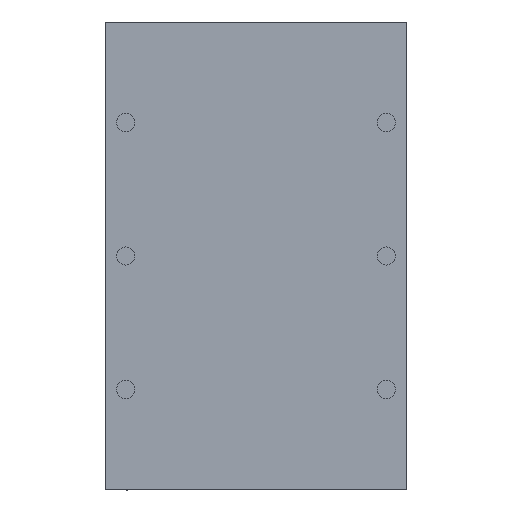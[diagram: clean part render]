
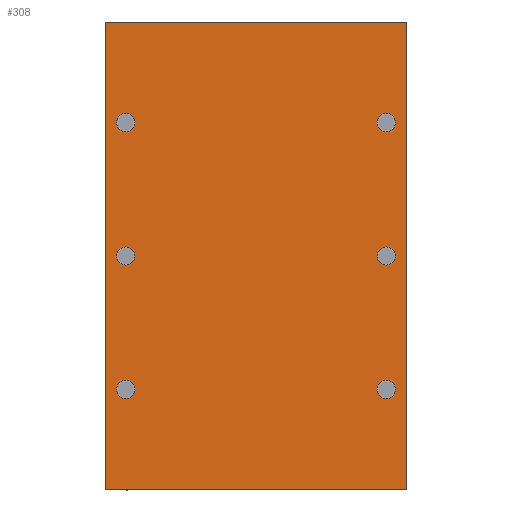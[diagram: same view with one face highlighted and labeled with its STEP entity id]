
A CAD part, front view. The second image highlights one B-rep face of the part: STEP entity #308.
In plain terms, the highlighted planar face has unit normal (0, -1, 0).
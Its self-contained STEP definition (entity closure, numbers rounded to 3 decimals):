
#38 = VERTEX_POINT ( 'NONE', #10101 ) ;
#119 = CIRCLE ( 'NONE', #8597, 1.13 ) ;
#162 = EDGE_LOOP ( 'NONE', ( #7952, #1306 ) ) ;
#198 = CARTESIAN_POINT ( 'NONE',  ( 37.943, 2.738, -12.446 ) ) ;
#308 = ADVANCED_FACE ( 'NONE', ( #5611, #1518, #15787, #12122, #8396, #4742, #1074 ), #5642, .F. ) ;
#311 = ORIENTED_EDGE ( 'NONE', *, *, #17380, .F. ) ;
#465 = CIRCLE ( 'NONE', #7173, 1.13 ) ;
#559 = VECTOR ( 'NONE', #13109, 1000. ) ;
#667 = CARTESIAN_POINT ( 'NONE',  ( 5.685, 2.738, -13.576 ) ) ;
#705 = DIRECTION ( 'NONE',  ( 0., 0., -1. ) ) ;
#801 = VERTEX_POINT ( 'NONE', #8848 ) ;
#894 = ORIENTED_EDGE ( 'NONE', *, *, #12801, .F. ) ;
#926 = CARTESIAN_POINT ( 'NONE',  ( 37.943, 2.738, -44.336 ) ) ;
#1004 = DIRECTION ( 'NONE',  ( 0., 1., 0. ) ) ;
#1074 = FACE_OUTER_BOUND ( 'NONE', #10115, .T. ) ;
#1306 = ORIENTED_EDGE ( 'NONE', *, *, #8555, .F. ) ;
#1518 = FACE_BOUND ( 'NONE', #14556, .T. ) ;
#1596 = DIRECTION ( 'NONE',  ( 0., 0., -1. ) ) ;
#1757 = CARTESIAN_POINT ( 'NONE',  ( 3.145, 2.738, -57.912 ) ) ;
#2021 = CARTESIAN_POINT ( 'NONE',  ( 3.145, 2.738, -57.912 ) ) ;
#2045 = EDGE_LOOP ( 'NONE', ( #9135, #12022 ) ) ;
#2070 = AXIS2_PLACEMENT_3D ( 'NONE', #17298, #8976, #705 ) ;
#2277 = EDGE_CURVE ( 'NONE', #38, #9220, #5413, .T. ) ;
#2523 = LINE ( 'NONE', #10266, #13140 ) ;
#2537 = EDGE_CURVE ( 'NONE', #13489, #801, #4098, .T. ) ;
#2592 = LINE ( 'NONE', #1757, #13207 ) ;
#2651 = DIRECTION ( 'NONE',  ( 0., -1., 0. ) ) ;
#2946 = CARTESIAN_POINT ( 'NONE',  ( 37.943, 2.738, -28.956 ) ) ;
#2997 = CARTESIAN_POINT ( 'NONE',  ( 37.943, 2.738, -27.826 ) ) ;
#3157 = VERTEX_POINT ( 'NONE', #3243 ) ;
#3243 = CARTESIAN_POINT ( 'NONE',  ( 37.943, 2.738, -11.316 ) ) ;
#3319 = CARTESIAN_POINT ( 'NONE',  ( 37.943, 2.738, -45.466 ) ) ;
#3380 = CIRCLE ( 'NONE', #7037, 1.13 ) ;
#3393 = EDGE_CURVE ( 'NONE', #13013, #17327, #2523, .T. ) ;
#3514 = DIRECTION ( 'NONE',  ( 0., -1., 0. ) ) ;
#3592 = CIRCLE ( 'NONE', #5703, 1.13 ) ;
#3824 = DIRECTION ( 'NONE',  ( 0., -1., 0. ) ) ;
#4032 = VERTEX_POINT ( 'NONE', #5377 ) ;
#4083 = AXIS2_PLACEMENT_3D ( 'NONE', #12115, #3824, #13504 ) ;
#4098 = CIRCLE ( 'NONE', #10391, 1.13 ) ;
#4316 = VECTOR ( 'NONE', #6708, 1000. ) ;
#4344 = DIRECTION ( 'NONE',  ( 0., 0., -1. ) ) ;
#4351 = CIRCLE ( 'NONE', #12717, 1.13 ) ;
#4587 = AXIS2_PLACEMENT_3D ( 'NONE', #3319, #13010, #4712 ) ;
#4712 = DIRECTION ( 'NONE',  ( 0., 0., -1. ) ) ;
#4742 = FACE_BOUND ( 'NONE', #162, .T. ) ;
#4776 = DIRECTION ( 'NONE',  ( 1., 0., 0. ) ) ;
#4953 = VERTEX_POINT ( 'NONE', #15524 ) ;
#4975 = CARTESIAN_POINT ( 'NONE',  ( 37.943, 2.738, -12.446 ) ) ;
#5148 = CARTESIAN_POINT ( 'NONE',  ( 40.483, 2.738, -57.912 ) ) ;
#5171 = CARTESIAN_POINT ( 'NONE',  ( 5.685, 2.738, -45.466 ) ) ;
#5175 = EDGE_CURVE ( 'NONE', #6875, #3157, #3592, .T. ) ;
#5377 = CARTESIAN_POINT ( 'NONE',  ( 3.145, 2.738, -57.912 ) ) ;
#5413 = CIRCLE ( 'NONE', #4587, 1.13 ) ;
#5442 = EDGE_CURVE ( 'NONE', #3157, #6875, #119, .T. ) ;
#5611 = FACE_BOUND ( 'NONE', #6491, .T. ) ;
#5642 = PLANE ( 'NONE',  #11694 ) ;
#5703 = AXIS2_PLACEMENT_3D ( 'NONE', #4975, #14659, #6354 ) ;
#5930 = AXIS2_PLACEMENT_3D ( 'NONE', #2946, #12645, #4344 ) ;
#5936 = VERTEX_POINT ( 'NONE', #7237 ) ;
#5963 = CARTESIAN_POINT ( 'NONE',  ( 37.943, 2.738, -13.576 ) ) ;
#6013 = CARTESIAN_POINT ( 'NONE',  ( 3.145, 2.738, 0. ) ) ;
#6328 = ORIENTED_EDGE ( 'NONE', *, *, #8721, .F. ) ;
#6354 = DIRECTION ( 'NONE',  ( 0., 0., -1. ) ) ;
#6491 = EDGE_LOOP ( 'NONE', ( #894, #11285 ) ) ;
#6547 = DIRECTION ( 'NONE',  ( 0., 0., -1. ) ) ;
#6708 = DIRECTION ( 'NONE',  ( 0., 0., -1. ) ) ;
#6816 = CARTESIAN_POINT ( 'NONE',  ( 5.685, 2.738, -12.446 ) ) ;
#6875 = VERTEX_POINT ( 'NONE', #5963 ) ;
#7037 = AXIS2_PLACEMENT_3D ( 'NONE', #15804, #7498, #17203 ) ;
#7173 = AXIS2_PLACEMENT_3D ( 'NONE', #11816, #3514, #13199 ) ;
#7235 = CIRCLE ( 'NONE', #17021, 1.13 ) ;
#7237 = CARTESIAN_POINT ( 'NONE',  ( 5.685, 2.738, -46.596 ) ) ;
#7341 = DIRECTION ( 'NONE',  ( 0., -1., 0. ) ) ;
#7498 = DIRECTION ( 'NONE',  ( 0., -1., 0. ) ) ;
#7583 = CIRCLE ( 'NONE', #4083, 1.13 ) ;
#7952 = ORIENTED_EDGE ( 'NONE', *, *, #9899, .F. ) ;
#8190 = DIRECTION ( 'NONE',  ( 0., 0., -1. ) ) ;
#8193 = ORIENTED_EDGE ( 'NONE', *, *, #15686, .F. ) ;
#8396 = FACE_BOUND ( 'NONE', #2045, .T. ) ;
#8555 = EDGE_CURVE ( 'NONE', #17124, #14148, #465, .T. ) ;
#8579 = CARTESIAN_POINT ( 'NONE',  ( 5.685, 2.738, -27.826 ) ) ;
#8597 = AXIS2_PLACEMENT_3D ( 'NONE', #198, #9857, #1596 ) ;
#8721 = EDGE_CURVE ( 'NONE', #11111, #14514, #7583, .T. ) ;
#8848 = CARTESIAN_POINT ( 'NONE',  ( 5.685, 2.738, -30.086 ) ) ;
#8976 = DIRECTION ( 'NONE',  ( 0., -1., 0. ) ) ;
#9015 = EDGE_CURVE ( 'NONE', #11800, #4032, #2592, .T. ) ;
#9135 = ORIENTED_EDGE ( 'NONE', *, *, #5175, .F. ) ;
#9220 = VERTEX_POINT ( 'NONE', #926 ) ;
#9261 = DIRECTION ( 'NONE',  ( 0., 0., 1. ) ) ;
#9468 = CARTESIAN_POINT ( 'NONE',  ( 5.685, 2.738, -11.316 ) ) ;
#9857 = DIRECTION ( 'NONE',  ( 0., -1., 0. ) ) ;
#9860 = ORIENTED_EDGE ( 'NONE', *, *, #10270, .F. ) ;
#9899 = EDGE_CURVE ( 'NONE', #14148, #17124, #7235, .T. ) ;
#9977 = ORIENTED_EDGE ( 'NONE', *, *, #9015, .F. ) ;
#10055 = CIRCLE ( 'NONE', #11923, 1.13 ) ;
#10101 = CARTESIAN_POINT ( 'NONE',  ( 37.943, 2.738, -46.596 ) ) ;
#10115 = EDGE_LOOP ( 'NONE', ( #15741, #17578, #9977, #10146 ) ) ;
#10146 = ORIENTED_EDGE ( 'NONE', *, *, #11887, .F. ) ;
#10266 = CARTESIAN_POINT ( 'NONE',  ( 3.145, 2.738, 0. ) ) ;
#10270 = EDGE_CURVE ( 'NONE', #9220, #38, #13947, .T. ) ;
#10391 = AXIS2_PLACEMENT_3D ( 'NONE', #10936, #2651, #12343 ) ;
#10936 = CARTESIAN_POINT ( 'NONE',  ( 5.685, 2.738, -28.956 ) ) ;
#11111 = VERTEX_POINT ( 'NONE', #2997 ) ;
#11285 = ORIENTED_EDGE ( 'NONE', *, *, #13605, .F. ) ;
#11419 = DIRECTION ( 'NONE',  ( -1., 0., 0. ) ) ;
#11664 = LINE ( 'NONE', #16405, #4316 ) ;
#11694 = AXIS2_PLACEMENT_3D ( 'NONE', #12078, #1004, #9261 ) ;
#11800 = VERTEX_POINT ( 'NONE', #5148 ) ;
#11816 = CARTESIAN_POINT ( 'NONE',  ( 5.685, 2.738, -12.446 ) ) ;
#11887 = EDGE_CURVE ( 'NONE', #17327, #11800, #11664, .T. ) ;
#11923 = AXIS2_PLACEMENT_3D ( 'NONE', #5171, #14860, #6547 ) ;
#12022 = ORIENTED_EDGE ( 'NONE', *, *, #5442, .F. ) ;
#12078 = CARTESIAN_POINT ( 'NONE',  ( 40.483, 2.738, -57.912 ) ) ;
#12115 = CARTESIAN_POINT ( 'NONE',  ( 37.943, 2.738, -28.956 ) ) ;
#12122 = FACE_BOUND ( 'NONE', #13698, .T. ) ;
#12343 = DIRECTION ( 'NONE',  ( 0., 0., -1. ) ) ;
#12469 = CARTESIAN_POINT ( 'NONE',  ( 37.943, 2.738, -30.086 ) ) ;
#12645 = DIRECTION ( 'NONE',  ( 0., -1., 0. ) ) ;
#12654 = EDGE_CURVE ( 'NONE', #4032, #13013, #15290, .T. ) ;
#12717 = AXIS2_PLACEMENT_3D ( 'NONE', #15652, #7341, #17047 ) ;
#12801 = EDGE_CURVE ( 'NONE', #5936, #4953, #10055, .T. ) ;
#13010 = DIRECTION ( 'NONE',  ( 0., -1., 0. ) ) ;
#13013 = VERTEX_POINT ( 'NONE', #6013 ) ;
#13109 = DIRECTION ( 'NONE',  ( 0., 0., 1. ) ) ;
#13140 = VECTOR ( 'NONE', #4776, 1000. ) ;
#13199 = DIRECTION ( 'NONE',  ( 0., 0., -1. ) ) ;
#13207 = VECTOR ( 'NONE', #11419, 1000. ) ;
#13442 = ORIENTED_EDGE ( 'NONE', *, *, #2537, .F. ) ;
#13489 = VERTEX_POINT ( 'NONE', #8579 ) ;
#13504 = DIRECTION ( 'NONE',  ( 0., 0., -1. ) ) ;
#13605 = EDGE_CURVE ( 'NONE', #4953, #5936, #3380, .T. ) ;
#13698 = EDGE_LOOP ( 'NONE', ( #16541, #9860 ) ) ;
#13947 = CIRCLE ( 'NONE', #2070, 1.13 ) ;
#14148 = VERTEX_POINT ( 'NONE', #667 ) ;
#14514 = VERTEX_POINT ( 'NONE', #12469 ) ;
#14556 = EDGE_LOOP ( 'NONE', ( #8193, #6328 ) ) ;
#14659 = DIRECTION ( 'NONE',  ( 0., -1., 0. ) ) ;
#14860 = DIRECTION ( 'NONE',  ( 0., -1., 0. ) ) ;
#15290 = LINE ( 'NONE', #2021, #559 ) ;
#15524 = CARTESIAN_POINT ( 'NONE',  ( 5.685, 2.738, -44.336 ) ) ;
#15652 = CARTESIAN_POINT ( 'NONE',  ( 5.685, 2.738, -28.956 ) ) ;
#15686 = EDGE_CURVE ( 'NONE', #14514, #11111, #17333, .T. ) ;
#15741 = ORIENTED_EDGE ( 'NONE', *, *, #3393, .F. ) ;
#15787 = FACE_BOUND ( 'NONE', #17428, .T. ) ;
#15804 = CARTESIAN_POINT ( 'NONE',  ( 5.685, 2.738, -45.466 ) ) ;
#16405 = CARTESIAN_POINT ( 'NONE',  ( 40.483, 2.738, -57.912 ) ) ;
#16512 = DIRECTION ( 'NONE',  ( 0., -1., 0. ) ) ;
#16541 = ORIENTED_EDGE ( 'NONE', *, *, #2277, .F. ) ;
#16869 = CARTESIAN_POINT ( 'NONE',  ( 40.483, 2.738, 0. ) ) ;
#17021 = AXIS2_PLACEMENT_3D ( 'NONE', #6816, #16512, #8190 ) ;
#17047 = DIRECTION ( 'NONE',  ( 0., 0., -1. ) ) ;
#17124 = VERTEX_POINT ( 'NONE', #9468 ) ;
#17203 = DIRECTION ( 'NONE',  ( 0., 0., -1. ) ) ;
#17298 = CARTESIAN_POINT ( 'NONE',  ( 37.943, 2.738, -45.466 ) ) ;
#17327 = VERTEX_POINT ( 'NONE', #16869 ) ;
#17333 = CIRCLE ( 'NONE', #5930, 1.13 ) ;
#17380 = EDGE_CURVE ( 'NONE', #801, #13489, #4351, .T. ) ;
#17428 = EDGE_LOOP ( 'NONE', ( #311, #13442 ) ) ;
#17578 = ORIENTED_EDGE ( 'NONE', *, *, #12654, .F. ) ;
